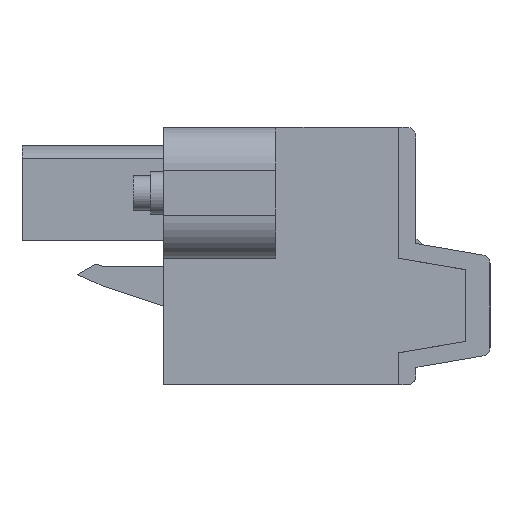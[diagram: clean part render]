
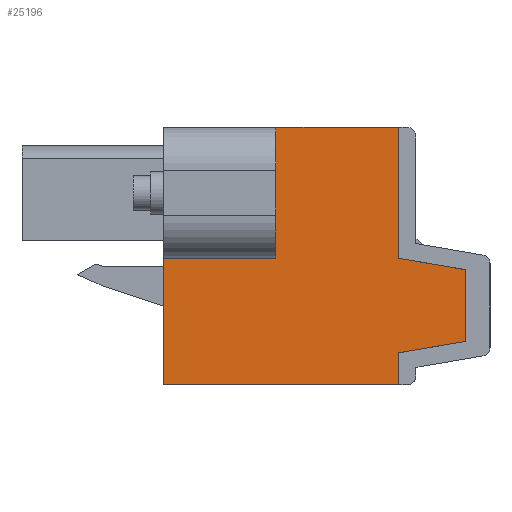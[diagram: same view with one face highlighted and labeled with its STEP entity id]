
A CAD part, left-side view. The second image highlights one B-rep face of the part: STEP entity #25196.
In plain terms, the highlighted planar face has unit normal (-1, 0, 0).
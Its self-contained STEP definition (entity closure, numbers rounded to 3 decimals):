
#476=LINE('',#35722,#3852);
#489=LINE('',#35776,#3865);
#491=LINE('',#35784,#3867);
#492=LINE('',#35785,#3868);
#493=LINE('',#35787,#3869);
#494=LINE('',#35789,#3870);
#495=LINE('',#35791,#3871);
#496=LINE('',#35793,#3872);
#497=LINE('',#35795,#3873);
#498=LINE('',#35797,#3874);
#3852=VECTOR('',#28914,1000.);
#3865=VECTOR('',#28961,1000.);
#3867=VECTOR('',#28969,1000.);
#3868=VECTOR('',#28970,1000.);
#3869=VECTOR('',#28971,1000.);
#3870=VECTOR('',#28972,1000.);
#3871=VECTOR('',#28973,1000.);
#3872=VECTOR('',#28974,1000.);
#3873=VECTOR('',#28975,1000.);
#3874=VECTOR('',#28976,1000.);
#7271=ORIENTED_EDGE('',*,*,#14630,.F.);
#7272=ORIENTED_EDGE('',*,*,#14634,.T.);
#7273=ORIENTED_EDGE('',*,*,#14605,.F.);
#7274=ORIENTED_EDGE('',*,*,#14635,.F.);
#7275=ORIENTED_EDGE('',*,*,#14636,.F.);
#7276=ORIENTED_EDGE('',*,*,#14637,.F.);
#7277=ORIENTED_EDGE('',*,*,#14638,.F.);
#7278=ORIENTED_EDGE('',*,*,#14639,.F.);
#7279=ORIENTED_EDGE('',*,*,#14640,.F.);
#7280=ORIENTED_EDGE('',*,*,#14641,.F.);
#14605=EDGE_CURVE('',#18287,#18288,#476,.T.);
#14630=EDGE_CURVE('',#18311,#18312,#489,.T.);
#14634=EDGE_CURVE('',#18311,#18288,#491,.T.);
#14635=EDGE_CURVE('',#18315,#18287,#492,.T.);
#14636=EDGE_CURVE('',#18316,#18315,#493,.T.);
#14637=EDGE_CURVE('',#18317,#18316,#494,.T.);
#14638=EDGE_CURVE('',#18318,#18317,#495,.T.);
#14639=EDGE_CURVE('',#18319,#18318,#496,.T.);
#14640=EDGE_CURVE('',#18320,#18319,#497,.T.);
#14641=EDGE_CURVE('',#18312,#18320,#498,.T.);
#18287=VERTEX_POINT('',#35721);
#18288=VERTEX_POINT('',#35723);
#18311=VERTEX_POINT('',#35775);
#18312=VERTEX_POINT('',#35777);
#18315=VERTEX_POINT('',#35786);
#18316=VERTEX_POINT('',#35788);
#18317=VERTEX_POINT('',#35790);
#18318=VERTEX_POINT('',#35792);
#18319=VERTEX_POINT('',#35794);
#18320=VERTEX_POINT('',#35796);
#20930=EDGE_LOOP('',(#7271,#7272,#7273,#7274,#7275,#7276,#7277,#7278,#7279,
#7280));
#22474=FACE_BOUND('',#20930,.T.);
#24009=PLANE('',#27166);
#25196=ADVANCED_FACE('',(#22474),#24009,.F.);
#27166=AXIS2_PLACEMENT_3D('',#35783,#28967,#28968);
#28914=DIRECTION('',(0.,0.,1.));
#28961=DIRECTION('',(0.,0.,1.));
#28967=DIRECTION('',(1.,0.,0.));
#28968=DIRECTION('',(0.,0.,-1.));
#28969=DIRECTION('',(0.,1.,0.));
#28970=DIRECTION('',(0.,1.,0.));
#28971=DIRECTION('',(0.,0.,-1.));
#28972=DIRECTION('',(0.,0.986,-0.169));
#28973=DIRECTION('',(0.,0.,-1.));
#28974=DIRECTION('',(0.,-0.986,-0.169));
#28975=DIRECTION('',(0.,0.,-1.));
#28976=DIRECTION('',(0.,-1.,0.));
#35721=CARTESIAN_POINT('',(-27.94,6.805,-7.45));
#35722=CARTESIAN_POINT('',(-27.94,6.805,-7.45));
#35723=CARTESIAN_POINT('',(-27.94,6.805,-0.13));
#35775=CARTESIAN_POINT('',(-27.94,0.305,-0.13));
#35776=CARTESIAN_POINT('',(-27.94,0.305,-0.13));
#35777=CARTESIAN_POINT('',(-27.94,0.305,7.45));
#35783=CARTESIAN_POINT('',(-27.94,0.,0.));
#35784=CARTESIAN_POINT('',(-27.94,0.305,-0.13));
#35785=CARTESIAN_POINT('',(-27.94,-6.805,-7.45));
#35786=CARTESIAN_POINT('',(-27.94,-6.805,-7.45));
#35787=CARTESIAN_POINT('',(-27.94,-6.805,-5.61));
#35788=CARTESIAN_POINT('',(-27.94,-6.805,-5.61));
#35789=CARTESIAN_POINT('',(-27.94,-10.688,-4.945));
#35790=CARTESIAN_POINT('',(-27.94,-10.688,-4.945));
#35791=CARTESIAN_POINT('',(-27.94,-10.688,-0.795));
#35792=CARTESIAN_POINT('',(-27.94,-10.688,-0.795));
#35793=CARTESIAN_POINT('',(-27.94,-6.805,-0.13));
#35794=CARTESIAN_POINT('',(-27.94,-6.805,-0.13));
#35795=CARTESIAN_POINT('',(-27.94,-6.805,7.45));
#35796=CARTESIAN_POINT('',(-27.94,-6.805,7.45));
#35797=CARTESIAN_POINT('',(-27.94,6.805,7.45));
